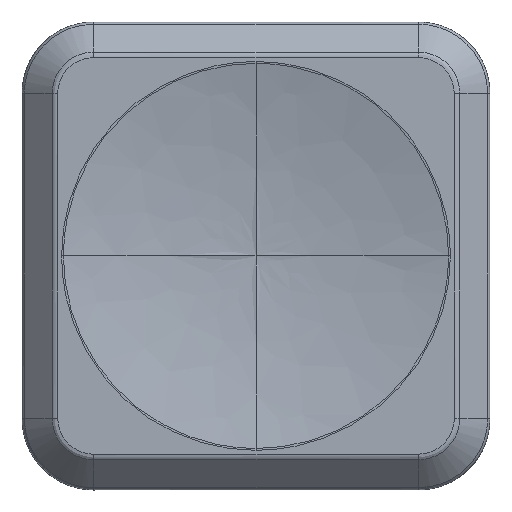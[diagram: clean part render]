
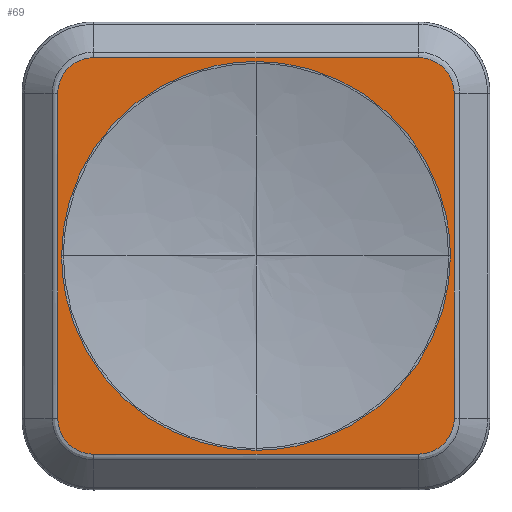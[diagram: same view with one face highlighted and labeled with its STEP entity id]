
A CAD part, top view. The second image highlights one B-rep face of the part: STEP entity #69.
In plain terms, the highlighted planar face has unit normal (0, 0, 1).
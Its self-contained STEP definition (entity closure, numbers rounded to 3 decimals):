
#16=FACE_BOUND('',#253,.T.);
#69=ADVANCED_FACE('',(#160,#16),#1306,.T.);
#160=FACE_OUTER_BOUND('',#252,.T.);
#252=EDGE_LOOP('',(#515,#516,#517,#518,#519,#520,#521,#522));
#253=EDGE_LOOP('',(#523,#524,#525,#526));
#515=ORIENTED_EDGE('',*,*,#828,.T.);
#516=ORIENTED_EDGE('',*,*,#829,.T.);
#517=ORIENTED_EDGE('',*,*,#830,.T.);
#518=ORIENTED_EDGE('',*,*,#831,.T.);
#519=ORIENTED_EDGE('',*,*,#832,.T.);
#520=ORIENTED_EDGE('',*,*,#833,.T.);
#521=ORIENTED_EDGE('',*,*,#834,.T.);
#522=ORIENTED_EDGE('',*,*,#835,.T.);
#523=ORIENTED_EDGE('',*,*,#864,.T.);
#524=ORIENTED_EDGE('',*,*,#866,.T.);
#525=ORIENTED_EDGE('',*,*,#861,.T.);
#526=ORIENTED_EDGE('',*,*,#863,.T.);
#828=EDGE_CURVE('',#1193,#1194,#948,.T.);
#829=EDGE_CURVE('',#1194,#1195,#949,.T.);
#830=EDGE_CURVE('',#1195,#1196,#950,.T.);
#831=EDGE_CURVE('',#1196,#1197,#951,.T.);
#832=EDGE_CURVE('',#1197,#1198,#952,.T.);
#833=EDGE_CURVE('',#1198,#1199,#953,.T.);
#834=EDGE_CURVE('',#1199,#1200,#954,.T.);
#835=EDGE_CURVE('',#1200,#1193,#955,.T.);
#861=EDGE_CURVE('',#1202,#1203,#965,.T.);
#863=EDGE_CURVE('',#1203,#1204,#967,.T.);
#864=EDGE_CURVE('',#1204,#1201,#968,.T.);
#866=EDGE_CURVE('',#1201,#1202,#970,.T.);
#948=(
BOUNDED_CURVE()
B_SPLINE_CURVE(1,(#2390,#2391),.UNSPECIFIED.,.F.,.F.)
B_SPLINE_CURVE_WITH_KNOTS((2,2),(0.,12.5),.UNSPECIFIED.)
CURVE()
GEOMETRIC_REPRESENTATION_ITEM()
RATIONAL_B_SPLINE_CURVE((1.,1.))
REPRESENTATION_ITEM('')
);
#949=(
BOUNDED_CURVE()
B_SPLINE_CURVE(2,(#2392,#2393,#2394),.UNSPECIFIED.,.F.,.F.)
B_SPLINE_CURVE_WITH_KNOTS((3,3),(0.,2.751),.UNSPECIFIED.)
CURVE()
GEOMETRIC_REPRESENTATION_ITEM()
RATIONAL_B_SPLINE_CURVE((1.,0.707,1.))
REPRESENTATION_ITEM('')
);
#950=(
BOUNDED_CURVE()
B_SPLINE_CURVE(1,(#2395,#2396),.UNSPECIFIED.,.F.,.F.)
B_SPLINE_CURVE_WITH_KNOTS((2,2),(0.,12.5),.UNSPECIFIED.)
CURVE()
GEOMETRIC_REPRESENTATION_ITEM()
RATIONAL_B_SPLINE_CURVE((1.,1.))
REPRESENTATION_ITEM('')
);
#951=(
BOUNDED_CURVE()
B_SPLINE_CURVE(2,(#2397,#2398,#2399),.UNSPECIFIED.,.F.,.F.)
B_SPLINE_CURVE_WITH_KNOTS((3,3),(0.,2.751),.UNSPECIFIED.)
CURVE()
GEOMETRIC_REPRESENTATION_ITEM()
RATIONAL_B_SPLINE_CURVE((1.,0.707,1.))
REPRESENTATION_ITEM('')
);
#952=(
BOUNDED_CURVE()
B_SPLINE_CURVE(1,(#2400,#2401),.UNSPECIFIED.,.F.,.F.)
B_SPLINE_CURVE_WITH_KNOTS((2,2),(0.,12.5),.UNSPECIFIED.)
CURVE()
GEOMETRIC_REPRESENTATION_ITEM()
RATIONAL_B_SPLINE_CURVE((1.,1.))
REPRESENTATION_ITEM('')
);
#953=(
BOUNDED_CURVE()
B_SPLINE_CURVE(2,(#2402,#2403,#2404),.UNSPECIFIED.,.F.,.F.)
B_SPLINE_CURVE_WITH_KNOTS((3,3),(0.,2.751),.UNSPECIFIED.)
CURVE()
GEOMETRIC_REPRESENTATION_ITEM()
RATIONAL_B_SPLINE_CURVE((1.,0.707,1.))
REPRESENTATION_ITEM('')
);
#954=(
BOUNDED_CURVE()
B_SPLINE_CURVE(1,(#2405,#2406),.UNSPECIFIED.,.F.,.F.)
B_SPLINE_CURVE_WITH_KNOTS((2,2),(0.,12.5),.UNSPECIFIED.)
CURVE()
GEOMETRIC_REPRESENTATION_ITEM()
RATIONAL_B_SPLINE_CURVE((1.,1.))
REPRESENTATION_ITEM('')
);
#955=(
BOUNDED_CURVE()
B_SPLINE_CURVE(2,(#2407,#2408,#2409),.UNSPECIFIED.,.F.,.F.)
B_SPLINE_CURVE_WITH_KNOTS((3,3),(0.,2.751),.UNSPECIFIED.)
CURVE()
GEOMETRIC_REPRESENTATION_ITEM()
RATIONAL_B_SPLINE_CURVE((1.,0.707,1.))
REPRESENTATION_ITEM('')
);
#965=(
BOUNDED_CURVE()
B_SPLINE_CURVE(2,(#2469,#2470,#2471),.UNSPECIFIED.,.F.,.F.)
B_SPLINE_CURVE_WITH_KNOTS((3,3),(0.,11.747),.UNSPECIFIED.)
CURVE()
GEOMETRIC_REPRESENTATION_ITEM()
RATIONAL_B_SPLINE_CURVE((1.,0.707,1.))
REPRESENTATION_ITEM('')
);
#967=(
BOUNDED_CURVE()
B_SPLINE_CURVE(2,(#2475,#2476,#2477),.UNSPECIFIED.,.F.,.F.)
B_SPLINE_CURVE_WITH_KNOTS((3,3),(0.,11.747),.UNSPECIFIED.)
CURVE()
GEOMETRIC_REPRESENTATION_ITEM()
RATIONAL_B_SPLINE_CURVE((1.,0.707,1.))
REPRESENTATION_ITEM('')
);
#968=(
BOUNDED_CURVE()
B_SPLINE_CURVE(2,(#2478,#2479,#2480),.UNSPECIFIED.,.F.,.F.)
B_SPLINE_CURVE_WITH_KNOTS((3,3),(0.,11.747),.UNSPECIFIED.)
CURVE()
GEOMETRIC_REPRESENTATION_ITEM()
RATIONAL_B_SPLINE_CURVE((1.,0.707,1.))
REPRESENTATION_ITEM('')
);
#970=(
BOUNDED_CURVE()
B_SPLINE_CURVE(2,(#2484,#2485,#2486),.UNSPECIFIED.,.F.,.F.)
B_SPLINE_CURVE_WITH_KNOTS((3,3),(0.,11.747),.UNSPECIFIED.)
CURVE()
GEOMETRIC_REPRESENTATION_ITEM()
RATIONAL_B_SPLINE_CURVE((1.,0.707,1.))
REPRESENTATION_ITEM('')
);
#1193=VERTEX_POINT('',#1928);
#1194=VERTEX_POINT('',#1929);
#1195=VERTEX_POINT('',#1930);
#1196=VERTEX_POINT('',#1931);
#1197=VERTEX_POINT('',#1932);
#1198=VERTEX_POINT('',#1933);
#1199=VERTEX_POINT('',#1934);
#1200=VERTEX_POINT('',#1935);
#1201=VERTEX_POINT('',#1936);
#1202=VERTEX_POINT('',#1937);
#1203=VERTEX_POINT('',#1938);
#1204=VERTEX_POINT('',#1939);
#1306=PLANE('',#1363);
#1363=AXIS2_PLACEMENT_3D('',#1618,#1417,$);
#1417=DIRECTION('',(0.,0.,1.));
#1618=CARTESIAN_POINT('',(-58.923,-34.31,9.45));
#1928=CARTESIAN_POINT('',(-43.51,-17.522,9.45));
#1929=CARTESIAN_POINT('',(-56.01,-17.522,9.45));
#1930=CARTESIAN_POINT('',(-57.386,-18.897,9.45));
#1931=CARTESIAN_POINT('',(-57.386,-31.397,9.45));
#1932=CARTESIAN_POINT('',(-56.01,-32.773,9.45));
#1933=CARTESIAN_POINT('',(-43.51,-32.773,9.45));
#1934=CARTESIAN_POINT('',(-42.135,-31.397,9.45));
#1935=CARTESIAN_POINT('',(-42.135,-18.897,9.45));
#1936=CARTESIAN_POINT('',(-49.76,-17.669,9.45));
#1937=CARTESIAN_POINT('',(-42.282,-25.147,9.45));
#1938=CARTESIAN_POINT('',(-49.76,-32.626,9.45));
#1939=CARTESIAN_POINT('',(-57.239,-25.147,9.45));
#2390=CARTESIAN_POINT('',(-43.51,-17.522,9.45));
#2391=CARTESIAN_POINT('',(-56.01,-17.522,9.45));
#2392=CARTESIAN_POINT('',(-56.01,-17.522,9.45));
#2393=CARTESIAN_POINT('',(-57.386,-17.522,9.45));
#2394=CARTESIAN_POINT('',(-57.386,-18.897,9.45));
#2395=CARTESIAN_POINT('',(-57.386,-18.897,9.45));
#2396=CARTESIAN_POINT('',(-57.386,-31.397,9.45));
#2397=CARTESIAN_POINT('',(-57.386,-31.397,9.45));
#2398=CARTESIAN_POINT('',(-57.386,-32.773,9.45));
#2399=CARTESIAN_POINT('',(-56.01,-32.773,9.45));
#2400=CARTESIAN_POINT('',(-56.01,-32.773,9.45));
#2401=CARTESIAN_POINT('',(-43.51,-32.773,9.45));
#2402=CARTESIAN_POINT('',(-43.51,-32.773,9.45));
#2403=CARTESIAN_POINT('',(-42.135,-32.773,9.45));
#2404=CARTESIAN_POINT('',(-42.135,-31.397,9.45));
#2405=CARTESIAN_POINT('',(-42.135,-31.397,9.45));
#2406=CARTESIAN_POINT('',(-42.135,-18.897,9.45));
#2407=CARTESIAN_POINT('',(-42.135,-18.897,9.45));
#2408=CARTESIAN_POINT('',(-42.135,-17.522,9.45));
#2409=CARTESIAN_POINT('',(-43.51,-17.522,9.45));
#2469=CARTESIAN_POINT('',(-42.282,-25.147,9.45));
#2470=CARTESIAN_POINT('',(-42.282,-32.626,9.45));
#2471=CARTESIAN_POINT('',(-49.76,-32.626,9.45));
#2475=CARTESIAN_POINT('',(-49.76,-32.626,9.45));
#2476=CARTESIAN_POINT('',(-57.239,-32.626,9.45));
#2477=CARTESIAN_POINT('',(-57.239,-25.147,9.45));
#2478=CARTESIAN_POINT('',(-57.239,-25.147,9.45));
#2479=CARTESIAN_POINT('',(-57.239,-17.669,9.45));
#2480=CARTESIAN_POINT('',(-49.76,-17.669,9.45));
#2484=CARTESIAN_POINT('',(-49.76,-17.669,9.45));
#2485=CARTESIAN_POINT('',(-42.282,-17.669,9.45));
#2486=CARTESIAN_POINT('',(-42.282,-25.147,9.45));
